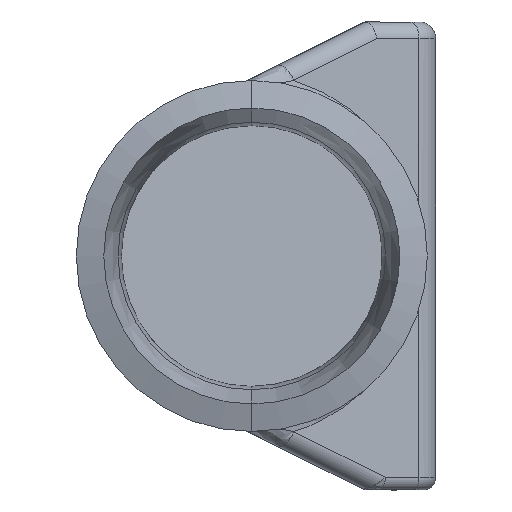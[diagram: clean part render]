
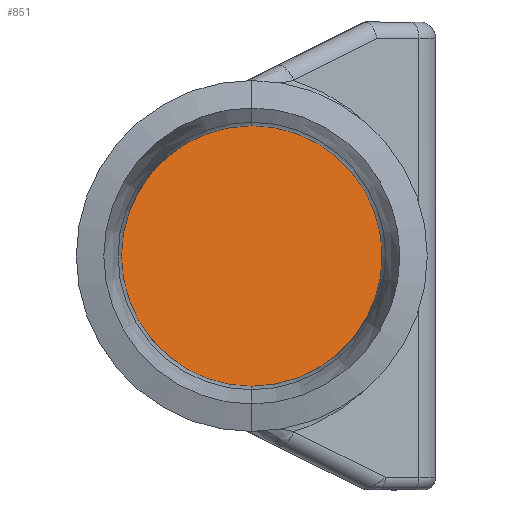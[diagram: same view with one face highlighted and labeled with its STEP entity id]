
A CAD part, left-side view. The second image highlights one B-rep face of the part: STEP entity #851.
In plain terms, the highlighted planar face has unit normal (-0.866, -0.5, 0).
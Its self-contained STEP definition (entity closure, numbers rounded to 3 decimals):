
#134 = CARTESIAN_POINT ( 'NONE',  ( 54.538, -15.6, 7.8 ) ) ;
#214 = VERTEX_POINT ( 'NONE', #344 ) ;
#265 = FACE_OUTER_BOUND ( 'NONE', #868, .T. ) ;
#329 = ORIENTED_EDGE ( 'NONE', *, *, #364, .T. ) ;
#344 = CARTESIAN_POINT ( 'NONE',  ( 45.531, 0., -7.8 ) ) ;
#364 = EDGE_CURVE ( 'NONE', #214, #455, #853, .T. ) ;
#400 = CARTESIAN_POINT ( 'NONE',  ( 36.525, 15.6, -7.8 ) ) ;
#418 = CARTESIAN_POINT ( 'NONE',  ( 36.525, 15.6, 7.8 ) ) ;
#435 = CARTESIAN_POINT ( 'NONE',  ( 45.531, 0., -7.8 ) ) ;
#455 = VERTEX_POINT ( 'NONE', #669 ) ;
#547 =( BOUNDED_CURVE ( )  B_SPLINE_CURVE ( 3, ( #1213, #418, #400, #878 ),
 .UNSPECIFIED., .F., .F. ) 
 B_SPLINE_CURVE_WITH_KNOTS ( ( 4, 4 ),
 ( 4.712, 7.854 ),
 .UNSPECIFIED. ) 
 CURVE ( )  GEOMETRIC_REPRESENTATION_ITEM ( )  RATIONAL_B_SPLINE_CURVE ( ( 1., 0.333, 0.333, 1. ) ) 
 REPRESENTATION_ITEM ( '' )  );
#559 = EDGE_CURVE ( 'NONE', #455, #214, #547, .T. ) ;
#600 = PLANE ( 'NONE',  #1826 ) ;
#669 = CARTESIAN_POINT ( 'NONE',  ( 45.531, 0., 7.8 ) ) ;
#796 = CARTESIAN_POINT ( 'NONE',  ( 54.538, -15.6, -7.8 ) ) ;
#851 = ADVANCED_FACE ( 'NONE', ( #265 ), #600, .T. ) ;
#853 =( BOUNDED_CURVE ( )  B_SPLINE_CURVE ( 3, ( #435, #796, #134, #1732 ),
 .UNSPECIFIED., .F., .T. ) 
 B_SPLINE_CURVE_WITH_KNOTS ( ( 4, 4 ),
 ( 1.571, 4.712 ),
 .UNSPECIFIED. ) 
 CURVE ( )  GEOMETRIC_REPRESENTATION_ITEM ( )  RATIONAL_B_SPLINE_CURVE ( ( 1., 0.333, 0.333, 1. ) ) 
 REPRESENTATION_ITEM ( '' )  );
#868 = EDGE_LOOP ( 'NONE', ( #1135, #329 ) ) ;
#878 = CARTESIAN_POINT ( 'NONE',  ( 45.531, 0., -7.8 ) ) ;
#1047 = DIRECTION ( 'NONE',  ( 0.5, -0.866, 0. ) ) ;
#1057 = DIRECTION ( 'NONE',  ( -0.866, -0.5, 0. ) ) ;
#1135 = ORIENTED_EDGE ( 'NONE', *, *, #559, .T. ) ;
#1213 = CARTESIAN_POINT ( 'NONE',  ( 45.531, 0., 7.8 ) ) ;
#1248 = CARTESIAN_POINT ( 'NONE',  ( 51.594, -10.5, -38.711 ) ) ;
#1732 = CARTESIAN_POINT ( 'NONE',  ( 45.531, 0., 7.8 ) ) ;
#1826 = AXIS2_PLACEMENT_3D ( 'NONE', #1248, #1057, #1047 ) ;
